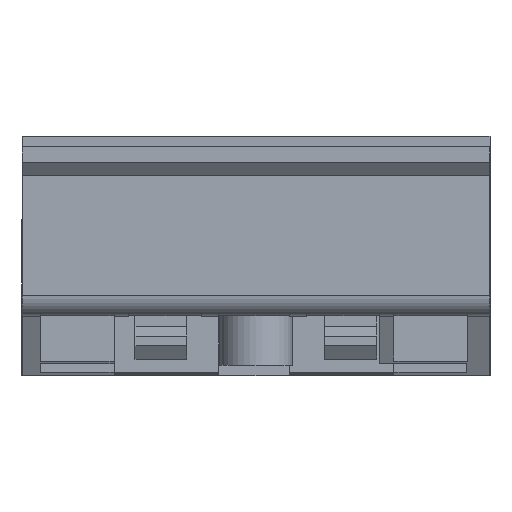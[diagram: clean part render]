
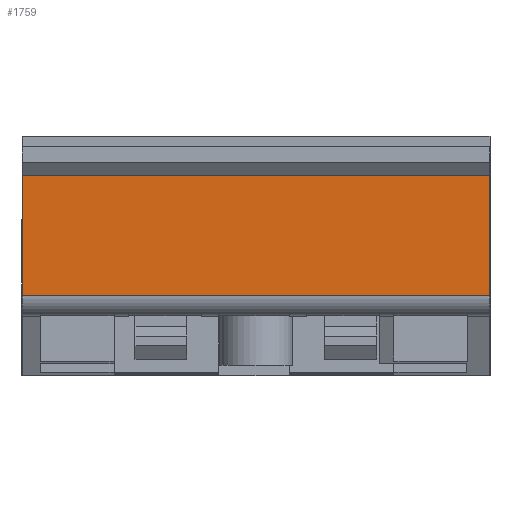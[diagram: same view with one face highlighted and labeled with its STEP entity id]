
A CAD part, front view. The second image highlights one B-rep face of the part: STEP entity #1759.
In plain terms, the highlighted planar face has unit normal (0, -1, 0).
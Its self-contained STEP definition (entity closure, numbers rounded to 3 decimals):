
#1541 = VERTEX_POINT ( 'NONE', #8553 ) ;
#1543 = EDGE_CURVE ( 'NONE', #1544, #1541, #8552, .T. ) ;
#1544 = VERTEX_POINT ( 'NONE', #8548 ) ;
#1592 = EDGE_CURVE ( 'NONE', #1679, #1541, #8682, .T. ) ;
#1642 = EDGE_CURVE ( 'NONE', #1643, #1544, #8772, .T. ) ;
#1643 = VERTEX_POINT ( 'NONE', #8768 ) ;
#1679 = VERTEX_POINT ( 'NONE', #8849 ) ;
#1759 = ADVANCED_FACE ( 'NONE', ( #9057 ), #9099, .T. ) ;
#1760 = EDGE_LOOP ( 'NONE', ( #1761, #1762, #1764, #1765 ) ) ;
#1761 = ORIENTED_EDGE ( 'NONE', *, *, #1592, .F. ) ;
#1762 = ORIENTED_EDGE ( 'NONE', *, *, #1763, .F. ) ;
#1763 = EDGE_CURVE ( 'NONE', #1643, #1679, #9094, .T. ) ;
#1764 = ORIENTED_EDGE ( 'NONE', *, *, #1642, .T. ) ;
#1765 = ORIENTED_EDGE ( 'NONE', *, *, #1543, .T. ) ;
#8548 = CARTESIAN_POINT ( 'NONE',  ( -22.5, -58.287, -4.82 ) ) ;
#8549 = DIRECTION ( 'NONE',  ( 1., 0., 0. ) ) ;
#8550 = VECTOR ( 'NONE', #8549, 1000. ) ;
#8551 = CARTESIAN_POINT ( 'NONE',  ( -22.5, -58.287, -4.82 ) ) ;
#8552 = LINE ( 'NONE', #8551, #8550 ) ;
#8553 = CARTESIAN_POINT ( 'NONE',  ( 22.5, -58.287, -4.82 ) ) ;
#8679 = DIRECTION ( 'NONE',  ( 0., 0., -1. ) ) ;
#8680 = VECTOR ( 'NONE', #8679, 1000. ) ;
#8681 = CARTESIAN_POINT ( 'NONE',  ( 22.5, -58.287, 0. ) ) ;
#8682 = LINE ( 'NONE', #8681, #8680 ) ;
#8768 = CARTESIAN_POINT ( 'NONE',  ( -22.5, -58.287, 6.75 ) ) ;
#8769 = DIRECTION ( 'NONE',  ( 0., 0., -1. ) ) ;
#8770 = VECTOR ( 'NONE', #8769, 1000. ) ;
#8771 = CARTESIAN_POINT ( 'NONE',  ( -22.5, -58.287, 0. ) ) ;
#8772 = LINE ( 'NONE', #8771, #8770 ) ;
#8849 = CARTESIAN_POINT ( 'NONE',  ( 22.5, -58.287, 6.75 ) ) ;
#9057 = FACE_OUTER_BOUND ( 'NONE', #1760, .T. ) ;
#9091 = DIRECTION ( 'NONE',  ( 1., 0., 0. ) ) ;
#9092 = VECTOR ( 'NONE', #9091, 1000. ) ;
#9093 = CARTESIAN_POINT ( 'NONE',  ( -22.5, -58.287, 6.75 ) ) ;
#9094 = LINE ( 'NONE', #9093, #9092 ) ;
#9095 = DIRECTION ( 'NONE',  ( 1., 0., 0. ) ) ;
#9096 = DIRECTION ( 'NONE',  ( 0., -1., 0. ) ) ;
#9097 = CARTESIAN_POINT ( 'NONE',  ( -22.5, -58.287, 0. ) ) ;
#9098 = AXIS2_PLACEMENT_3D ( 'NONE', #9097, #9096, #9095 ) ;
#9099 = PLANE ( 'NONE',  #9098 ) ;
